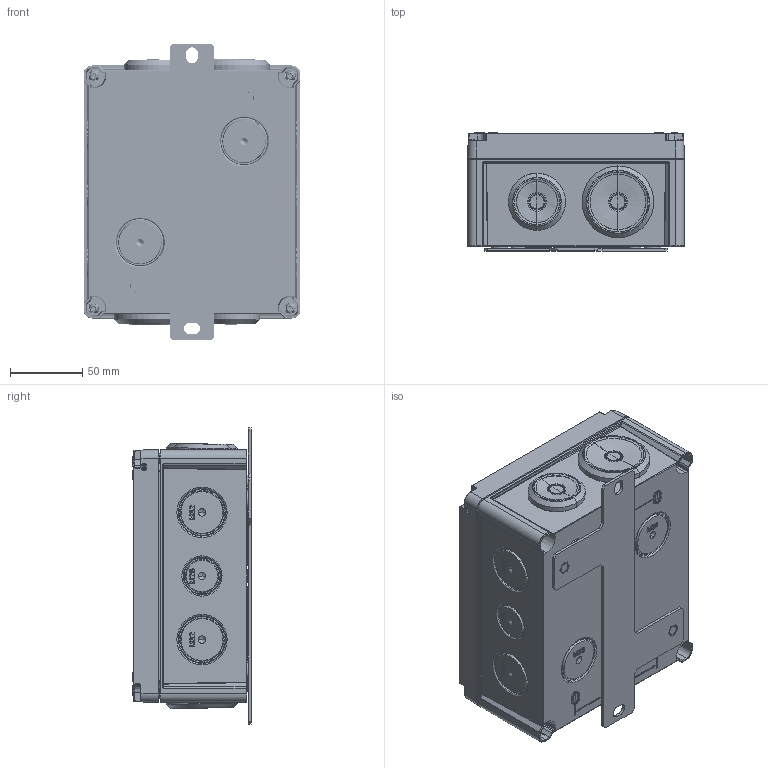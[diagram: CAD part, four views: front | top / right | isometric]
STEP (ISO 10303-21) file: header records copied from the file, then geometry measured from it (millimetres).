
FILE_DESCRIPTION((''),'2;1');
FILE_NAME('FPT1815PP416_ASM','2015-12-29T',('tuomo_kuusi'),(''),'PRO/ENGINEER BY PARAMETRIC TECHNOLOGY CORPORATION, 2013230','PRO/ENGINEER BY PARAMETRIC TECHNOLOGY CORPORATION, 2013230','');
FILE_SCHEMA(('CONFIG_CONTROL_DESIGN'));
Products named in the file (20): FPT_BASE1815FSB_PMR2989_2; FPT_FIXING1815FSB; FPT_VETONIITTI_HCBS005014STZC; FPT_FIXING1815FSB_ASM; FPT_COVER1815_PMR2990_2; FPT_COVER1815_PMR2990_2_ASM; FPT_SCREW_PMR2991_2; RMM32_2003; RMM40_2003; PPK315-150; DIN7985_M5X10_A2K_RUUVI; PPK164; PTK30; KJXA20_ASM; PTK190; PLE42; PR136; KRXA16_ASM; COVER_FIXING_LINE_200; FPT1815PP416_ASM
Assembly tree (31 placements, depth 3):
  FPT1815PP416_ASM
    FPT_BASE1815FSB_PMR2989_2
    FPT_FIXING1815FSB_ASM
      FPT_FIXING1815FSB
      FPT_VETONIITTI_HCBS005014STZC  x2
    FPT_COVER1815_PMR2990_2_ASM
      FPT_COVER1815_PMR2990_2
    FPT_SCREW_PMR2991_2  x4
    RMM32_2003  x2
    RMM40_2003  x2
    PPK315-150
    DIN7985_M5X10_A2K_RUUVI  x2
    KJXA20_ASM  x2
      PPK164
      PTK30
    KRXA16_ASM  x4
      PTK190
      PLE42
      PR136
    COVER_FIXING_LINE_200
Bounding box: 150 x 81.8 x 205 mm (x, y, z)
Volume: 351774 mm3; surface area: 322067.5 mm2
Topology: 37 solids, 37 shells, 6492 faces, 17075 edges, 10904 vertices
Faces by surface type: plane 4294, cylinder 878, cone 536, bspline 326, torus 306, sphere 112, extrusion 40
Entity records: 140992 total; most frequent: CARTESIAN_POINT 45207, ORIENTED_EDGE 20634, DIRECTION 18495, EDGE_CURVE 10317, VECTOR 7451, LINE 7441, VERTEX_POINT 6630, AXIS2_PLACEMENT_3D 5522
